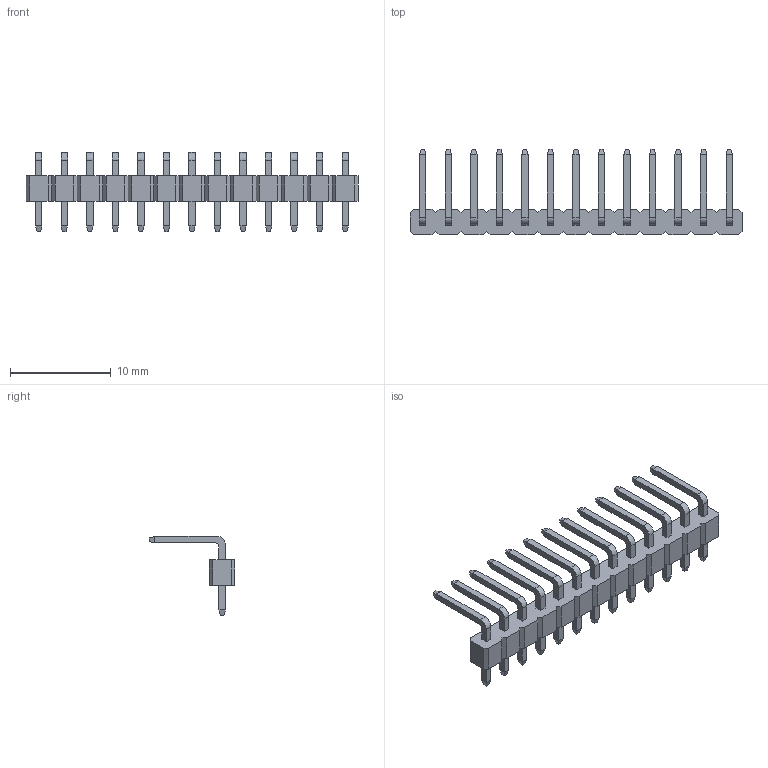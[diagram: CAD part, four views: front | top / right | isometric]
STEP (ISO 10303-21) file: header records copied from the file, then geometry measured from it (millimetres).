
FILE_DESCRIPTION(/* description */ ('Alibre Inc.'),/* implementation_level */ '2;1');
FILE_NAME(/* name */ 'export0',/* time_stamp */ '2015-04-06T12:14:33+03:00',/* author */ (''),/* organization */ (''),/* preprocessor_version */ 'ST-DEVELOPER v14',/* originating_system */ 'Alibre',/* authorisation */ '');
FILE_SCHEMA (('AUTOMOTIVE_DESIGN'));
Length unit declared in the file: centimetre
Bounding box: 33.02 x 8.54 x 7.86 mm (x, y, z)
Volume: 265.1 mm3; surface area: 747.9 mm2
Topology: 1 solids, 1 shells, 372 faces, 928 edges, 584 vertices
Faces by surface type: plane 346, cylinder 26
Entity records: 10387 total; most frequent: ORIENTED_EDGE 1856, CARTESIAN_POINT 1779, DIRECTION 1273, EDGE_CURVE 928, VECTOR 823, LINE 823, VERTEX_POINT 584, EDGE_LOOP 398
